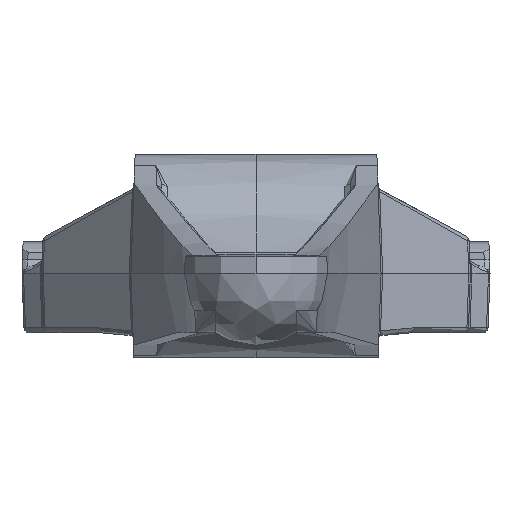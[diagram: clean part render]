
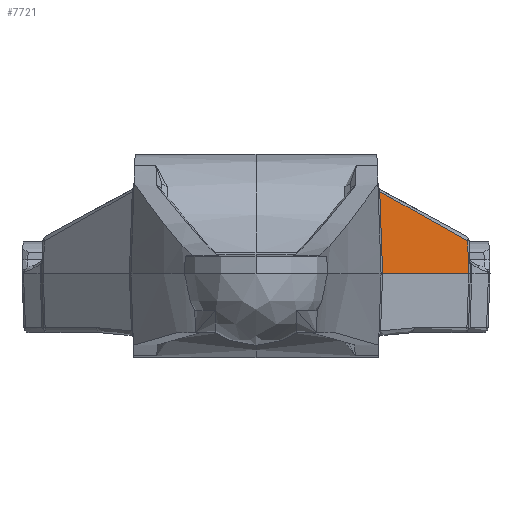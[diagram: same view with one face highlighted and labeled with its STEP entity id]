
A CAD part, front view. The second image highlights one B-rep face of the part: STEP entity #7721.
In plain terms, the highlighted planar face has unit normal (0.707, -0.707, 0.035).
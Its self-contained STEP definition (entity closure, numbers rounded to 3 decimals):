
#2474 = VERTEX_POINT('',#2475);
#2475 = CARTESIAN_POINT('',(35.439,21.416,-5.));
#2482 = EDGE_CURVE('',#2474,#2483,#2485,.T.);
#2483 = VERTEX_POINT('',#2484);
#2484 = CARTESIAN_POINT('',(34.634,21.749,
    18.045));
#2485 = LINE('',#2486,#2487);
#2486 = CARTESIAN_POINT('',(35.439,21.416,
    -4.991));
#2487 = VECTOR('',#2488,1.);
#2488 = DIRECTION('',(-0.035,0.014,
    0.999));
#7721 = ADVANCED_FACE('',(#7722),#7747,.F.);
#7722 = FACE_BOUND('',#7723,.F.);
#7723 = EDGE_LOOP('',(#7724,#7732,#7733,#7741));
#7724 = ORIENTED_EDGE('',*,*,#7725,.F.);
#7725 = EDGE_CURVE('',#2474,#7726,#7728,.T.);
#7726 = VERTEX_POINT('',#7727);
#7727 = CARTESIAN_POINT('',(59.561,45.538,-5.));
#7728 = LINE('',#7729,#7730);
#7729 = CARTESIAN_POINT('',(21.006,6.983,-5.));
#7730 = VECTOR('',#7731,1.);
#7731 = DIRECTION('',(0.707,0.707,0.));
#7732 = ORIENTED_EDGE('',*,*,#2482,.T.);
#7733 = ORIENTED_EDGE('',*,*,#7734,.F.);
#7734 = EDGE_CURVE('',#7735,#2483,#7737,.T.);
#7735 = VERTEX_POINT('',#7736);
#7736 = CARTESIAN_POINT('',(59.238,45.671,4.233
    ));
#7737 = LINE('',#7738,#7739);
#7738 = CARTESIAN_POINT('',(59.101,45.538,
    4.311));
#7739 = VECTOR('',#7740,1.);
#7740 = DIRECTION('',(-0.665,-0.647,0.373));
#7741 = ORIENTED_EDGE('',*,*,#7742,.F.);
#7742 = EDGE_CURVE('',#7726,#7735,#7743,.T.);
#7743 = LINE('',#7744,#7745);
#7744 = CARTESIAN_POINT('',(59.561,45.538,
    -5.009));
#7745 = VECTOR('',#7746,1.);
#7746 = DIRECTION('',(-0.035,0.014,
    0.999));
#7747 = PLANE('',#7748);
#7748 = AXIS2_PLACEMENT_3D('',#7749,#7750,#7751);
#7749 = CARTESIAN_POINT('',(35.,20.977,-5.));
#7750 = DIRECTION('',(-0.707,0.707,-0.035
    ));
#7751 = DIRECTION('',(0.707,0.707,0.));
